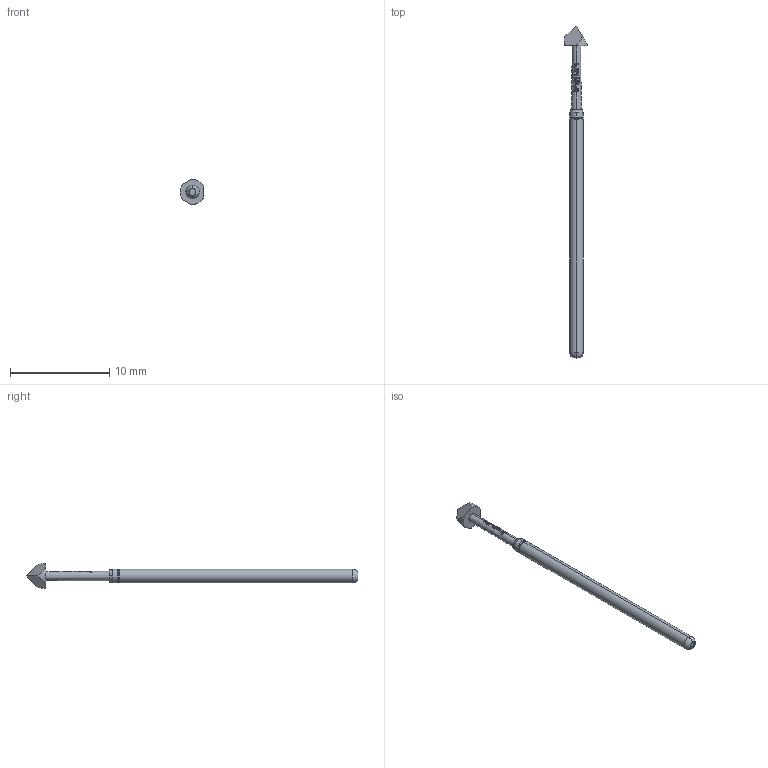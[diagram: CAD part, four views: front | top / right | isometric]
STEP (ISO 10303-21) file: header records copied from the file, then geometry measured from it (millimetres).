
FILE_DESCRIPTION (( 'STEP AP203' ), '1' );
FILE_NAME ('INGUN_GKS-100_307_250_A_xx00.STEP', '2021-10-29T08:55:47', ( 'ochi' ), ( '' ), 'SwSTEP 2.0', 'SolidWorks 2018', '' );
FILE_SCHEMA (( 'CONFIG_CONTROL_DESIGN' ));
Length unit declared in the file: millimetre
Products named in the file (1): INGUN_GKS-100_307_250_A_xx00
Bounding box: 2.4 x 33.4 x 2.5 mm (x, y, z)
Volume: 44.7 mm3; surface area: 143.1 mm2
Topology: 1 solids, 1 shells, 109 faces, 305 edges, 201 vertices
Faces by surface type: bspline 62, cone 21, torus 10, cylinder 10, plane 6
Entity records: 4645 total; most frequent: CARTESIAN_POINT 2372, ORIENTED_EDGE 610, EDGE_CURVE 305, B_SPLINE_CURVE_WITH_KNOTS 223, DIRECTION 213, VERTEX_POINT 201, EDGE_LOOP 112, FACE_OUTER_BOUND 109
